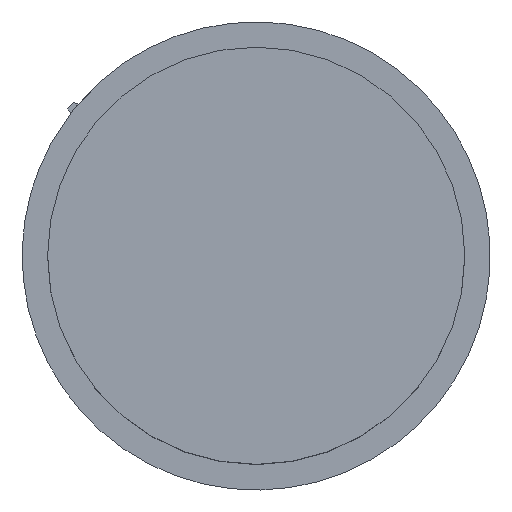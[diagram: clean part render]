
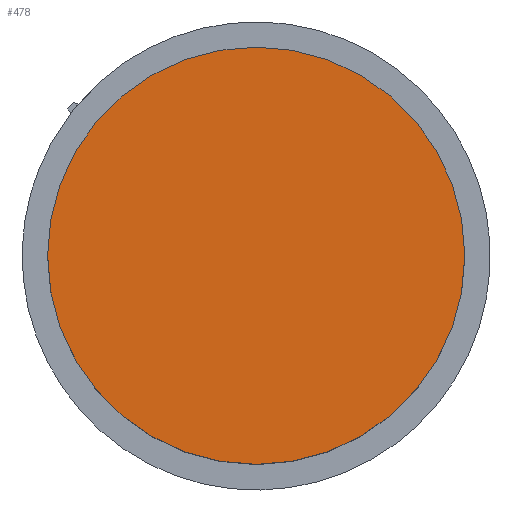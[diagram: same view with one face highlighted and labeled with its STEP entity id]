
A CAD part, top view. The second image highlights one B-rep face of the part: STEP entity #478.
In plain terms, the highlighted planar face has unit normal (0, 0, 1).
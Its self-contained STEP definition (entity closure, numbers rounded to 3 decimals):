
#295=PLANE('',#1655);
#432=CIRCLE('',#1654,31.217);
#478=ADVANCED_FACE('',(#567),#295,.T.);
#567=FACE_OUTER_BOUND('',#643,.T.);
#643=EDGE_LOOP('',(#976));
#976=ORIENTED_EDGE('',*,*,#1424,.F.);
#1243=VERTEX_POINT('',#3342);
#1424=EDGE_CURVE('',#1243,#1243,#432,.T.);
#1654=AXIS2_PLACEMENT_3D('',#3341,#1861,#1862);
#1655=AXIS2_PLACEMENT_3D('',#3343,#1863,#1864);
#1861=DIRECTION('',(0.,0.,-1.));
#1862=DIRECTION('',(-1.,0.,0.));
#1863=DIRECTION('',(0.,0.,1.));
#1864=DIRECTION('',(-0.875,0.485,0.));
#3341=CARTESIAN_POINT('',(0.,0.,39.05));
#3342=CARTESIAN_POINT('',(-31.217,0.,39.05));
#3343=CARTESIAN_POINT('',(-15.247,-27.507,39.05));
